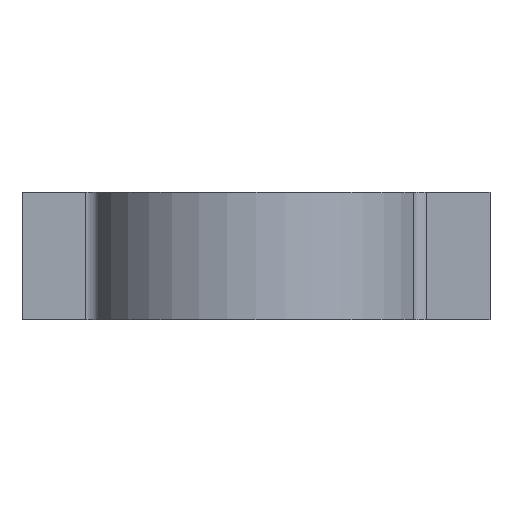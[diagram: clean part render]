
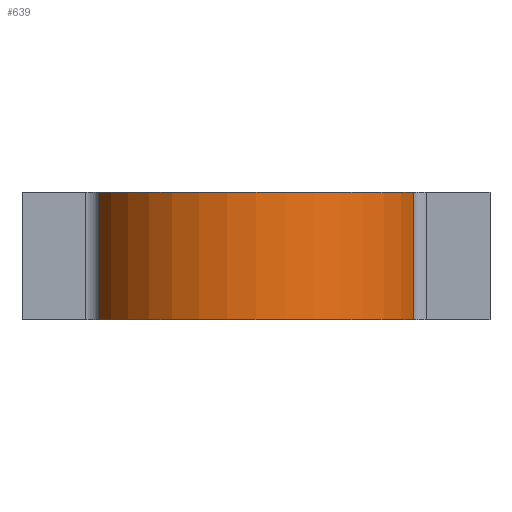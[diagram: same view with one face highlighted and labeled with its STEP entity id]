
A CAD part, front view. The second image highlights one B-rep face of the part: STEP entity #639.
In plain terms, the highlighted cylindrical face has radius 12 mm (diameter 24 mm), a partial arc.
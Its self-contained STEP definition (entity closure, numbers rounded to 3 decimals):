
#68 = AXIS2_PLACEMENT_3D ( 'NONE', #657, #220, #777 ) ;
#73 = ORIENTED_EDGE ( 'NONE', *, *, #557, .T. ) ;
#139 = EDGE_CURVE ( 'NONE', #362, #570, #155, .T. ) ;
#155 = CIRCLE ( 'NONE', #68, 12. ) ;
#176 = AXIS2_PLACEMENT_3D ( 'NONE', #187, #554, #191 ) ;
#187 = CARTESIAN_POINT ( 'NONE',  ( 0., -0.75, 0. ) ) ;
#191 = DIRECTION ( 'NONE',  ( -1., 0., 0. ) ) ;
#220 = DIRECTION ( 'NONE',  ( 0., 0., 1. ) ) ;
#222 = LINE ( 'NONE', #798, #840 ) ;
#274 = CARTESIAN_POINT ( 'NONE',  ( 11.258, -4.904, 9.1 ) ) ;
#336 = LINE ( 'NONE', #412, #405 ) ;
#352 = DIRECTION ( 'NONE',  ( -1., 0., 0. ) ) ;
#362 = VERTEX_POINT ( 'NONE', #591 ) ;
#374 = CARTESIAN_POINT ( 'NONE',  ( -11.258, -4.904, 0. ) ) ;
#405 = VECTOR ( 'NONE', #612, 1000. ) ;
#412 = CARTESIAN_POINT ( 'NONE',  ( -11.258, -4.904, 9.1 ) ) ;
#428 = CARTESIAN_POINT ( 'NONE',  ( 0., -0.75, 9.1 ) ) ;
#496 = ORIENTED_EDGE ( 'NONE', *, *, #139, .F. ) ;
#521 = DIRECTION ( 'NONE',  ( 0., 0., -1. ) ) ;
#523 = AXIS2_PLACEMENT_3D ( 'NONE', #428, #761, #352 ) ;
#554 = DIRECTION ( 'NONE',  ( 0., 0., -1. ) ) ;
#557 = EDGE_CURVE ( 'NONE', #362, #803, #336, .T. ) ;
#570 = VERTEX_POINT ( 'NONE', #274 ) ;
#577 = CARTESIAN_POINT ( 'NONE',  ( 11.258, -4.904, 0. ) ) ;
#580 = EDGE_CURVE ( 'NONE', #849, #803, #749, .T. ) ;
#591 = CARTESIAN_POINT ( 'NONE',  ( -11.258, -4.904, 9.1 ) ) ;
#612 = DIRECTION ( 'NONE',  ( 0., 0., -1. ) ) ;
#626 = ORIENTED_EDGE ( 'NONE', *, *, #580, .F. ) ;
#633 = FACE_OUTER_BOUND ( 'NONE', #658, .T. ) ;
#637 = CYLINDRICAL_SURFACE ( 'NONE', #523, 12. ) ;
#639 = ADVANCED_FACE ( 'NONE', ( #633 ), #637, .T. ) ;
#657 = CARTESIAN_POINT ( 'NONE',  ( 0., -0.75, 9.1 ) ) ;
#658 = EDGE_LOOP ( 'NONE', ( #626, #722, #496, #73 ) ) ;
#722 = ORIENTED_EDGE ( 'NONE', *, *, #794, .F. ) ;
#749 = CIRCLE ( 'NONE', #176, 12. ) ;
#761 = DIRECTION ( 'NONE',  ( 0., 0., -1. ) ) ;
#777 = DIRECTION ( 'NONE',  ( 1., 0., 0. ) ) ;
#794 = EDGE_CURVE ( 'NONE', #570, #849, #222, .T. ) ;
#798 = CARTESIAN_POINT ( 'NONE',  ( 11.258, -4.904, 9.1 ) ) ;
#803 = VERTEX_POINT ( 'NONE', #374 ) ;
#840 = VECTOR ( 'NONE', #521, 1000. ) ;
#849 = VERTEX_POINT ( 'NONE', #577 ) ;
